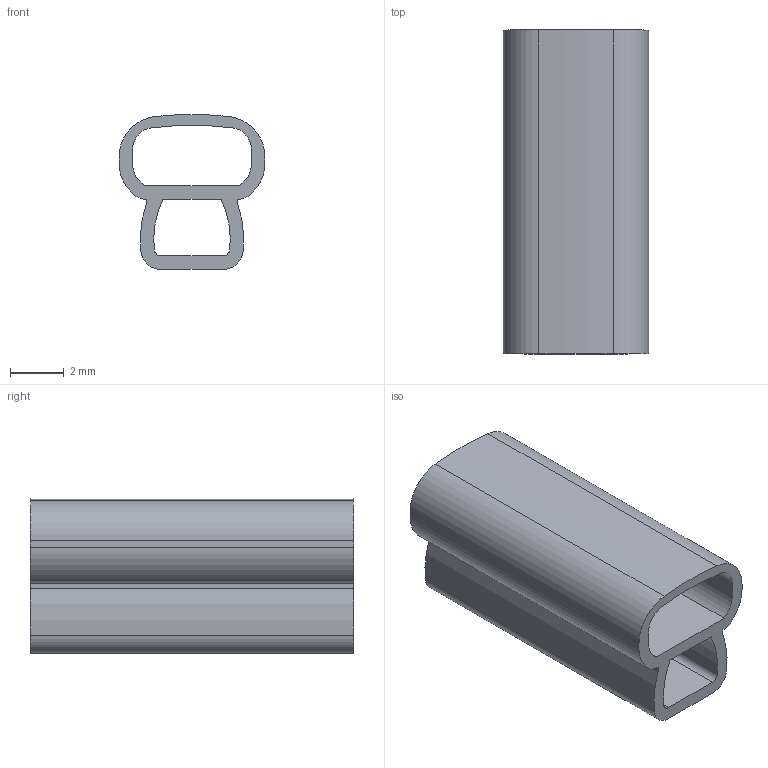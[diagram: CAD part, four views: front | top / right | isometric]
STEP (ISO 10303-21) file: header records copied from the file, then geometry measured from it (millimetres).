
FILE_DESCRIPTION(('CATIA V5R24 STEP','CAx-IF Rec.Pracs.--- Model Styling and Organization---1.2---2011-12-15'),'2;1');
FILE_NAME ('D1454874_0_1719760000_1719760000.stp','2015-11-27T14:21:38+00:00',('none'),('Weidmueller'),'CATIA Version 5-6 Release 2014 SP4','CATIA V5 STEP AP214','none');
FILE_SCHEMA(('AUTOMOTIVE_DESIGN { 1 0 10303 214 1 1 1 1 }'));
Length unit declared in the file: millimetre
Products named in the file (1): TM 0-12 HF
Bounding box: 5.4 x 12 x 5.74 mm (x, y, z)
Volume: 117.9 mm3; surface area: 506.2 mm2
Topology: 1 solids, 1 shells, 32 faces, 90 edges, 60 vertices
Faces by surface type: cylinder 20, plane 12
Entity records: 1083 total; most frequent: CARTESIAN_POINT 183, ORIENTED_EDGE 180, DIRECTION 154, EDGE_CURVE 90, AXIS2_PLACEMENT_3D 73, VERTEX_POINT 60, VECTOR 50, LINE 50
